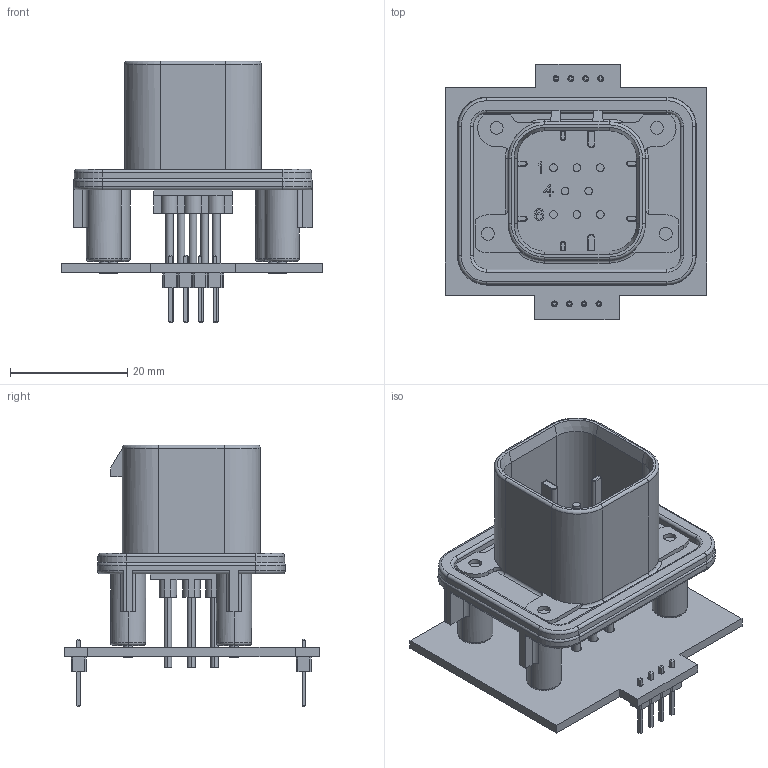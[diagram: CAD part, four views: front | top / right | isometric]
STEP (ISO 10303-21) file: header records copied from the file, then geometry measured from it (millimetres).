
FILE_DESCRIPTION(('KiCad electronic assembly'),'2;1');
FILE_NAME('ConnectorPCB.step','2023-10-28T19:25:28',('Pcbnew'),('Kicad') ,'Open CASCADE STEP processor 7.7','KiCad to STEP converter','Unknown' );
FILE_SCHEMA(('AUTOMOTIVE_DESIGN { 1 0 10303 214 1 1 1 1 }'));
Length unit declared in the file: millimetre
Products named in the file (6): ConnectorPCB 1; 776276-1; SOLID; PinHeader_1x04_P2.54mm_Vertical; ConnectorPCB PCB
Assembly tree (6 placements, depth 3):
  ConnectorPCB 1
    776276-1
      SOLID
    PinHeader_1x04_P2.54mm_Vertical  x2
      SOLID
    ConnectorPCB PCB
Bounding box: 44.75 x 43.75 x 44.74 mm (x, y, z)
Volume: 10601.9 mm3; surface area: 12971.9 mm2
Topology: 4 solids, 4 shells, 705 faces, 1783 edges, 1136 vertices
Faces by surface type: plane 451, cylinder 192, torus 58, cone 4
Full cylindrical faces by diameter (mm): 1 x8, 1.75 x8, 2 x4
Entity records: 40882 total; most frequent: CARTESIAN_POINT 8543, DIRECTION 6092, LINE 3764, VECTOR 3764, ORIENTED_EDGE 3090, PCURVE 3090, DEFINITIONAL_REPRESENTATION 3090, EDGE_CURVE 1545
